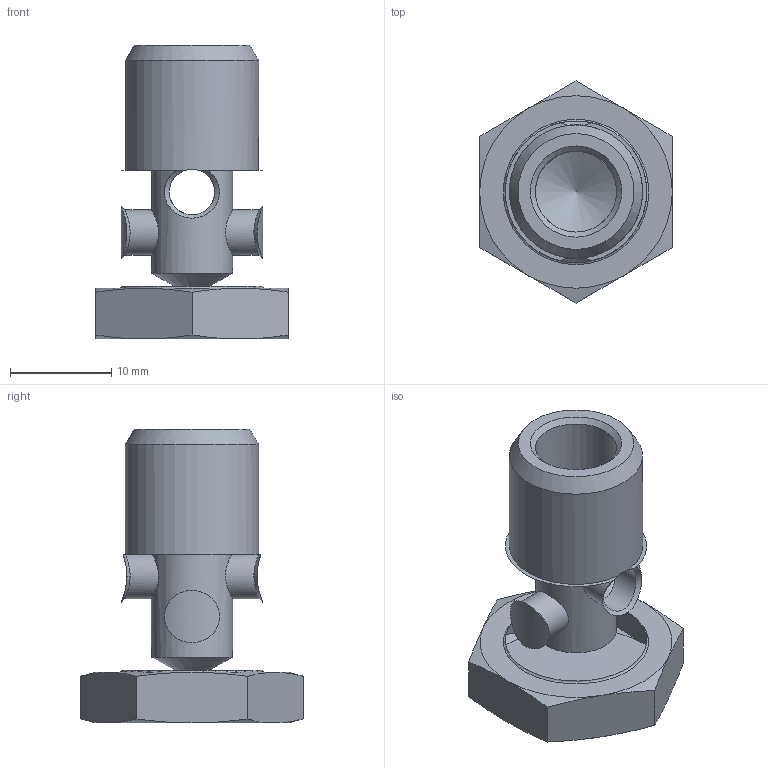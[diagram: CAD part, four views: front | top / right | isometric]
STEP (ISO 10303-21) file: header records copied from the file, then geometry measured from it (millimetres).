
FILE_DESCRIPTION((''),'2;1');
FILE_NAME('70931428.stp','2014-10-16T11:01:29',(''),('KNOMI spol. s r. o.'),'Autodesk Inventor 2012','Autodesk Inventor 2012','');
FILE_SCHEMA(('AUTOMOTIVE_DESIGN { 1 2 10303 214 0 1 1 1 }'));
Length unit declared in the file: millimetre
Products named in the file (1): Průtok.šr.G1/4  D14
Bounding box: 19 x 21.94 x 29 mm (x, y, z)
Volume: 1215.2 mm3; surface area: 2196.3 mm2
Topology: 1 solids, 2 shells, 43 faces, 103 edges, 63 vertices
Faces by surface type: cone 15, plane 11, cylinder 10, bspline 6, torus 1
Full cylindrical faces by diameter (mm): 4.5 x4, 8 x1, 13.157 x1, 13.96 x1
Entity records: 1678 total; most frequent: CARTESIAN_POINT 895, ORIENTED_EDGE 166, DIRECTION 126, EDGE_CURVE 83, AXIS2_PLACEMENT_3D 58, EDGE_LOOP 58, VERTEX_POINT 55, FACE_OUTER_BOUND 40
